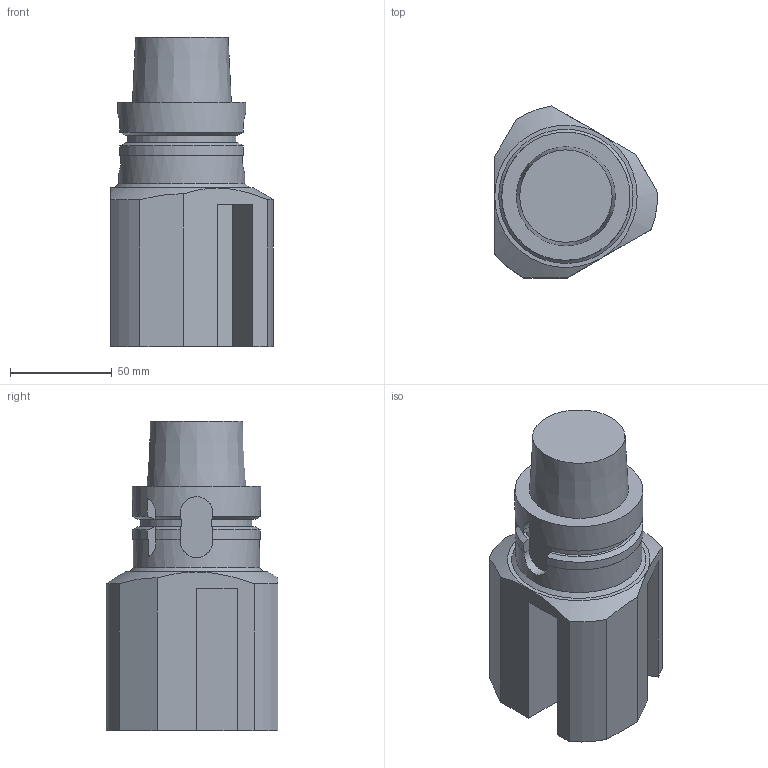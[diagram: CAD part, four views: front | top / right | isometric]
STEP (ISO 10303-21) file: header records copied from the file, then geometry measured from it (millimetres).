
FILE_DESCRIPTION((''),'1');
FILE_NAME('HSK-T63-180-3BH20R-120.stp','2022-10-05T05:22:45',(''),(''),'Spatial Interop R21 SP3','Kubotek KeyCreator 2011 V10.0.2 (22737)',' ');
FILE_SCHEMA(('automotive_design'));
Length unit declared in the file: millimetre
Products named in the file (1): 240[2]
Bounding box: 79.95 x 84.45 x 152 mm (x, y, z)
Volume: 484855.9 mm3; surface area: 52457.4 mm2
Topology: 1 solids, 1 shells, 74 faces, 207 edges, 137 vertices
Faces by surface type: plane 45, cylinder 18, cone 11
Full cylindrical faces by diameter (mm): 62 x1, 63 x1
Entity records: 4443 total; most frequent: CARTESIAN_POINT 679, ORIENTED_EDGE 402, DIRECTION 367, PRESENTATION_STYLE_ASSIGNMENT 351, COLOUR_RGB 351, STYLED_ITEM 276, CURVE_STYLE 276, DRAUGHTING_PRE_DEFINED_CURVE_FONT 276
